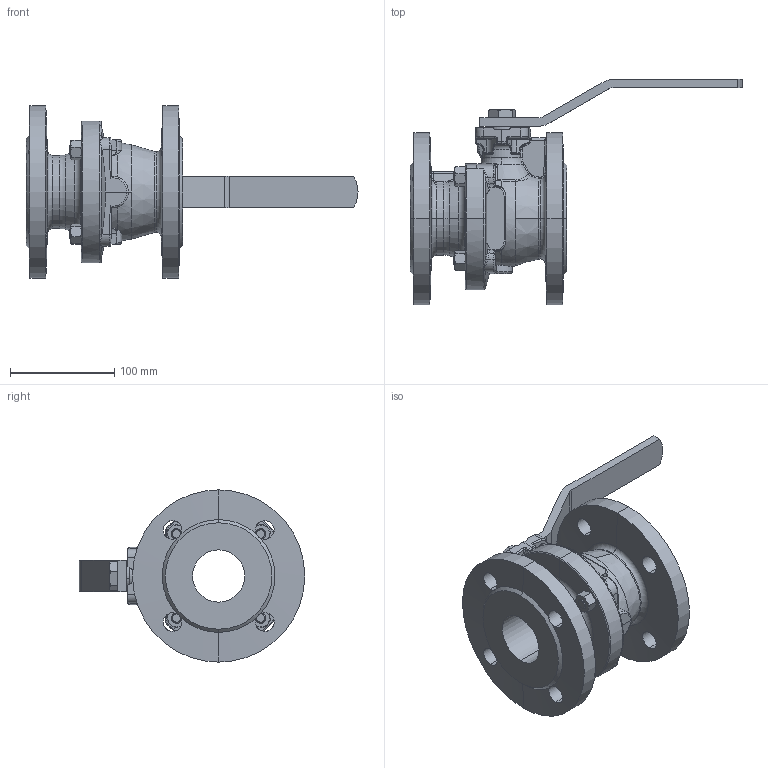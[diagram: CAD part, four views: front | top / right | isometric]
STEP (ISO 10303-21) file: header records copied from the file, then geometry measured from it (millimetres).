
FILE_DESCRIPTION (( 'STEP AP203' ), '1' );
FILE_NAME ('B2.DN050.STEP', '2011-12-15T10:39:08', ( ' ' ), ( '' ), 'SwSTEP 2.0', 'SolidWorks 2009', '' );
FILE_SCHEMA (( 'CONFIG_CONTROL_DESIGN' ));
Length unit declared in the file: millimetre
Products named in the file (1): B2.DN050
Bounding box: 318 x 216.03 x 165 mm (x, y, z)
Volume: 1377364.3 mm3; surface area: 200437.3 mm2
Topology: 1 solids, 6 shells, 772 faces, 1961 edges, 1189 vertices
Faces by surface type: cylinder 220, plane 190, bspline 183, cone 125, torus 52, sphere 2
Entity records: 30821 total; most frequent: CARTESIAN_POINT 14164, ORIENTED_EDGE 3902, DIRECTION 2958, EDGE_CURVE 1951, AXIS2_PLACEMENT_3D 1199, VERTEX_POINT 1189, EDGE_LOOP 816, ADVANCED_FACE 772
